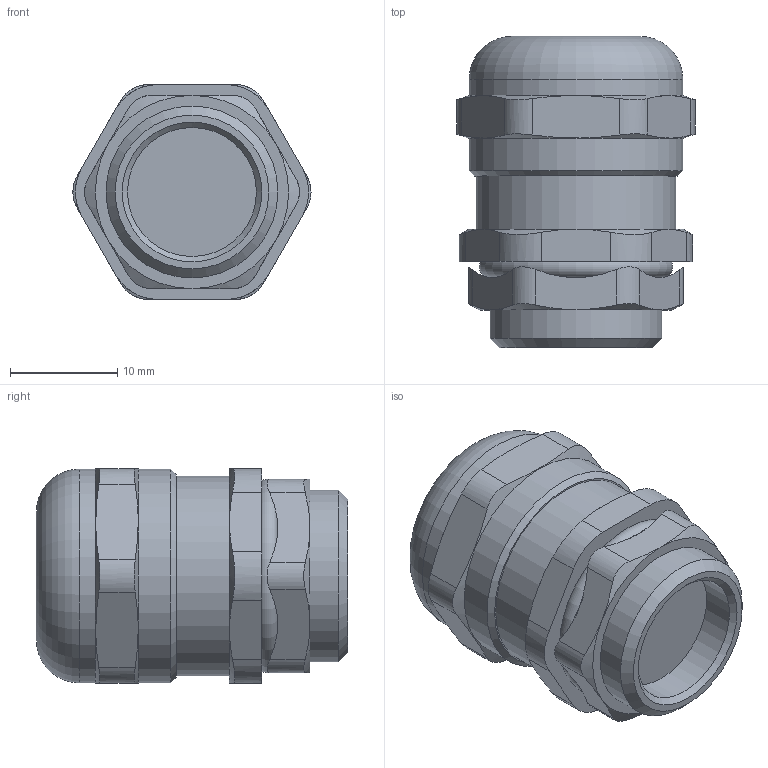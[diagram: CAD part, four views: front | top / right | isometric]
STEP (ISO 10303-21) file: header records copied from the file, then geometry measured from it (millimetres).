
FILE_DESCRIPTION(/* description */ ('ГОФРОМАТИК ВКЭ1-ЛР-М16-10-L8'),/* implementation_level */ '2;1');
FILE_NAME(/* name */ '',/* time_stamp */ '2025-01-14T13:04:01+07:00',/* author */ ('zeta-86'),/* organization */ (''),/* preprocessor_version */ 'ST-DEVELOPER v19.2',/* originating_system */ 'Autodesk Inventor 2024',/* authorisation */ '');
FILE_SCHEMA (('AUTOMOTIVE_DESIGN { 1 0 10303 214 3 1 1 }'));
Length unit declared in the file: millimetre
Products named in the file (1): ГОФРОМАТИК ВКЭ1
-ЛР-М16-10-L8
Bounding box: 22.16 x 28.96 x 20 mm (x, y, z)
Volume: 7774.5 mm3; surface area: 2695.5 mm2
Topology: 1 solids, 1 shells, 77 faces, 190 edges, 122 vertices
Faces by surface type: plane 27, cylinder 24, cone 23, torus 3
Full cylindrical faces by diameter (mm): 10.5 x1, 12 x1, 16 x1, 18.6 x1, 19.9 x2
Entity records: 2577 total; most frequent: CARTESIAN_POINT 788, ORIENTED_EDGE 380, DIRECTION 311, EDGE_CURVE 190, AXIS2_PLACEMENT_3D 129, VERTEX_POINT 122, EDGE_LOOP 84, FACE_OUTER_BOUND 77
